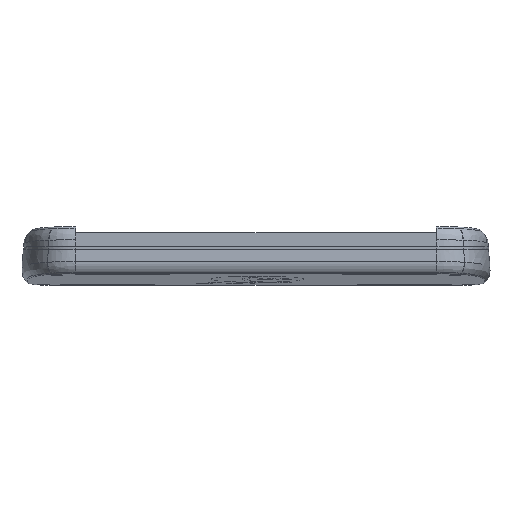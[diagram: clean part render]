
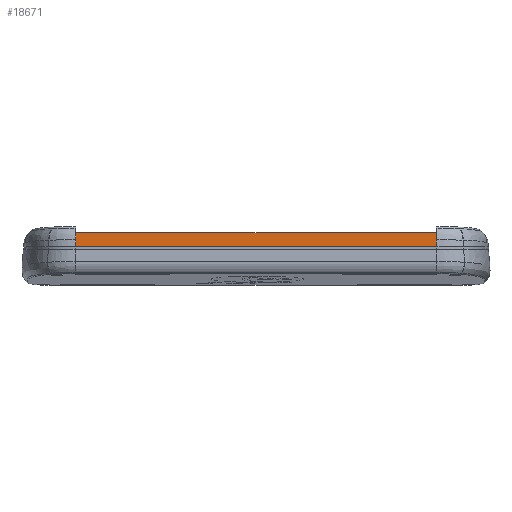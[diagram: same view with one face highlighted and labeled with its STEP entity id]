
A CAD part, front view. The second image highlights one B-rep face of the part: STEP entity #18671.
In plain terms, the highlighted planar face has unit normal (0, -1, 0).
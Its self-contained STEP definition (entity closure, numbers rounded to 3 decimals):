
#1715=PLANE('',#20040);
#2260=FACE_OUTER_BOUND('',#3381,.T.);
#3381=EDGE_LOOP('',(#14410,#14411,#14412,#14413));
#4777=LINE('',#26385,#6315);
#4800=LINE('',#26696,#6338);
#4801=LINE('',#26700,#6339);
#4802=LINE('',#26701,#6340);
#6315=VECTOR('',#22293,10.);
#6338=VECTOR('',#22410,10.);
#6339=VECTOR('',#22415,10.);
#6340=VECTOR('',#22416,10.);
#8285=VERTEX_POINT('',#26382);
#8286=VERTEX_POINT('',#26384);
#8322=VERTEX_POINT('',#26695);
#8323=VERTEX_POINT('',#26699);
#10498=EDGE_CURVE('',#8286,#8285,#4777,.T.);
#10553=EDGE_CURVE('',#8322,#8286,#4800,.T.);
#10555=EDGE_CURVE('',#8323,#8285,#4801,.T.);
#10556=EDGE_CURVE('',#8323,#8322,#4802,.T.);
#14410=ORIENTED_EDGE('',*,*,#10498,.T.);
#14411=ORIENTED_EDGE('',*,*,#10555,.F.);
#14412=ORIENTED_EDGE('',*,*,#10556,.T.);
#14413=ORIENTED_EDGE('',*,*,#10553,.T.);
#18671=ADVANCED_FACE('',(#2260),#1715,.T.);
#20040=AXIS2_PLACEMENT_3D('',#26698,#22413,#22414);
#22293=DIRECTION('',(1.,0.,0.));
#22410=DIRECTION('',(0.,0.,-1.));
#22413=DIRECTION('center_axis',(0.,-1.,0.));
#22414=DIRECTION('ref_axis',(1.,0.,0.));
#22415=DIRECTION('',(0.,0.,-1.));
#22416=DIRECTION('',(-1.,0.,0.));
#26382=CARTESIAN_POINT('',(108.637,36.763,6.6));
#26384=CARTESIAN_POINT('',(-108.637,36.763,6.6));
#26385=CARTESIAN_POINT('',(0.,36.763,6.6));
#26695=CARTESIAN_POINT('',(-108.637,36.763,13.996));
#26696=CARTESIAN_POINT('',(-108.637,36.763,1.6));
#26698=CARTESIAN_POINT('Origin',(0.,36.763,1.6));
#26699=CARTESIAN_POINT('',(108.637,36.763,13.996));
#26700=CARTESIAN_POINT('',(108.637,36.763,1.6));
#26701=CARTESIAN_POINT('',(-30.835,36.763,13.996));
